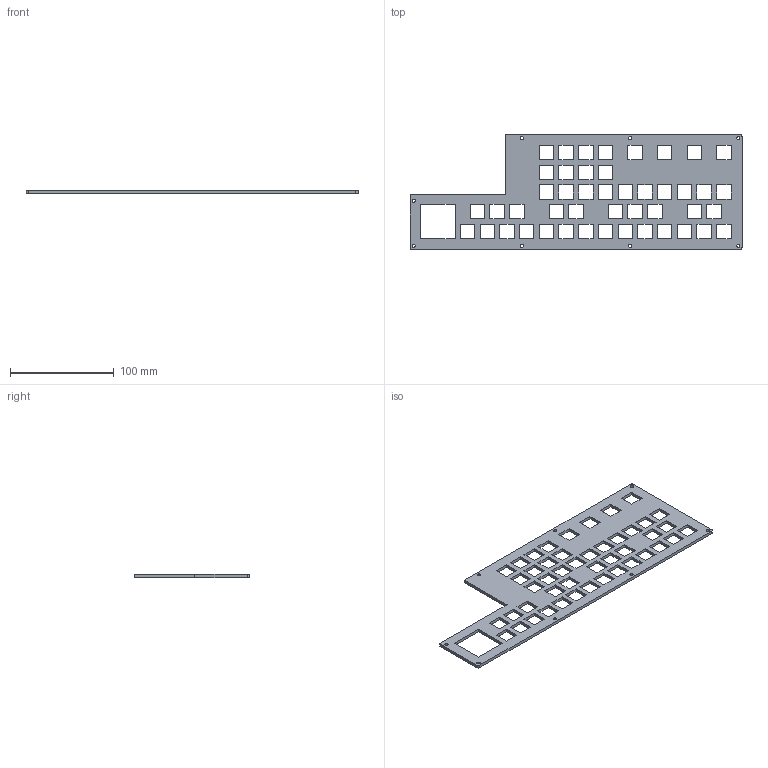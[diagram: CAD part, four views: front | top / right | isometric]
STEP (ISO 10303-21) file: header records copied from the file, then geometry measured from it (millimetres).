
FILE_DESCRIPTION(('FreeCAD Model'),'2;1');
FILE_NAME('Open CASCADE Shape Model','2022-02-13T21:20:49',('Author'),( ''),'Open CASCADE STEP processor 7.5','FreeCAD','Unknown');
FILE_SCHEMA(('AUTOMOTIVE_DESIGN { 1 0 10303 214 1 1 1 1 }'));
Length unit declared in the file: millimetre
Products named in the file (1): Body
Bounding box: 320.7 x 111.16 x 3 mm (x, y, z)
Volume: 60366.9 mm3; surface area: 51186.4 mm2
Topology: 1 solids, 1 shells, 207 faces, 615 edges, 410 vertices
Faces by surface type: plane 196, cylinder 11
Full cylindrical faces by diameter (mm): 3.1 x8
Entity records: 15116 total; most frequent: CARTESIAN_POINT 2595, DIRECTION 2261, LINE 1801, VECTOR 1801, ORIENTED_EDGE 1230, PCURVE 1230, DEFINITIONAL_REPRESENTATION 1230, EDGE_CURVE 615
